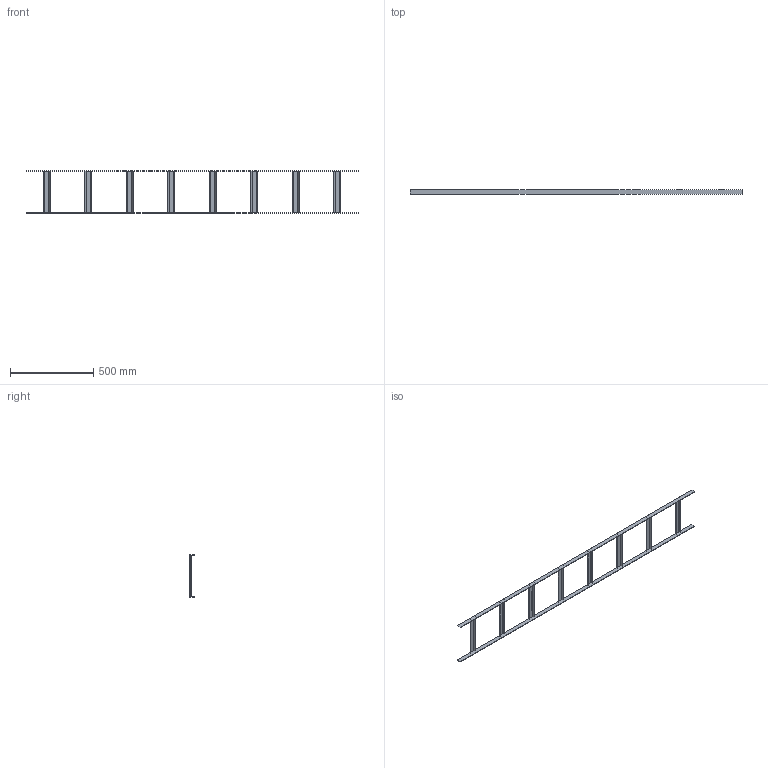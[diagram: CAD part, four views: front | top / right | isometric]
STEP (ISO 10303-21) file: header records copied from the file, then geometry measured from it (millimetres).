
FILE_DESCRIPTION (( 'STEP AP214' ), '1' );
FILE_NAME ('7099730.STEP', '2016-05-31T07:34:57', ( '' ), ( '' ), 'SwSTEP 2.0', 'SolidWorks 2014', '' );
FILE_SCHEMA (( 'AUTOMOTIVE_DESIGN' ));
Length unit declared in the file: millimetre
Products named in the file (3): 108967_Standard; 7099730; 108969_T-Sprosse-250
Assembly tree (10 placements, depth 2):
  7099730
    108967_Standard  x2
    108969_T-Sprosse-250  x8
Bounding box: 2000 x 25 x 256 mm (x, y, z)
Volume: 403218.7 mm3; surface area: 435563.2 mm2
Topology: 10 solids, 10 shells, 188 faces, 376 edges, 208 vertices
Faces by surface type: plane 156, cylinder 32
Entity records: 874 total; most frequent: DIRECTION 146, CARTESIAN_POINT 129, ORIENTED_EDGE 112, EDGE_CURVE 56, AXIS2_PLACEMENT_3D 49, VECTOR 48, LINE 48, VERTEX_POINT 32
